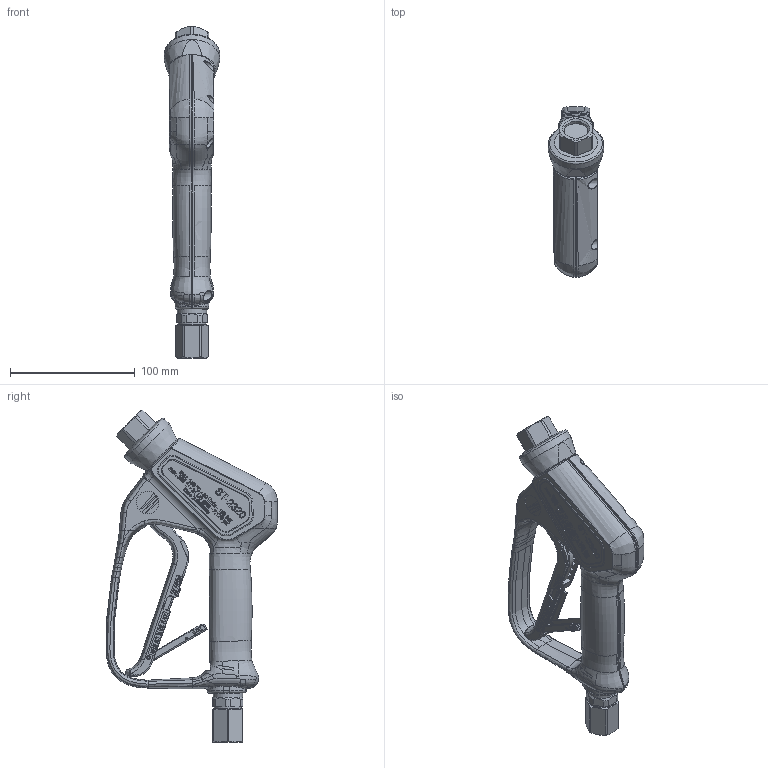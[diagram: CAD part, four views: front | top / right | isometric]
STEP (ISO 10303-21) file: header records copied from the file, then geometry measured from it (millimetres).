
FILE_DESCRIPTION(/* description */ ('Unknown'),/* implementation_level */ '2;1');
FILE_NAME(/* name */ '202320565_19_12_2022',/* time_stamp */ '2022-12-19T15:19:55+01:00',/* author */ ('Unknown'),/* organization */ ('Unknown'),/* preprocessor_version */ 'ST-DEVELOPER v18.102',/* originating_system */ 'Solid Edge',/* authorisation */ 'Unknown');
FILE_SCHEMA (('AUTOMOTIVE_DESIGN {1 0 10303 214 3 1 1}'));
Products named in the file (1): Part10
Bounding box: 44.5 x 137.28 x 266.31 mm (x, y, z)
Volume: 223251.7 mm3; surface area: 118168.5 mm2
Topology: 1 solids, 1 shells, 5048 faces, 13552 edges, 8841 vertices
Faces by surface type: plane 2631, cylinder 1126, bspline 1063, cone 97, torus 89, sphere 42
Full cylindrical faces by diameter (mm): 3 x4, 3.1 x2, 3.5 x8, 4 x3, 4.1 x1, 6 x1, 6.163 x2, 6.9 x8, 11.928 x4, 16 x1, 18 x2, 19 x1, 19.14 x1, 21.8 x1, 22.1 x1, 23.5 x1, 44.5 x1
Entity records: 285389 total; most frequent: CARTESIAN_POINT 134385, ORIENTED_EDGE 26598, DIRECTION 19526, EDGE_CURVE 13299, VERTEX_POINT 8791, AXIS2_PLACEMENT_3D 6627, LINE 6272, VECTOR 6272
